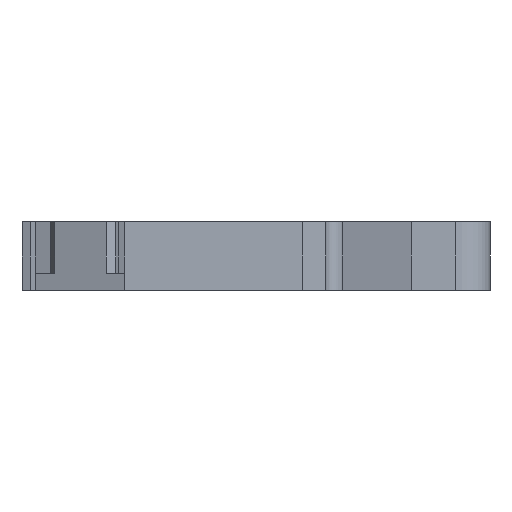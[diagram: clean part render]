
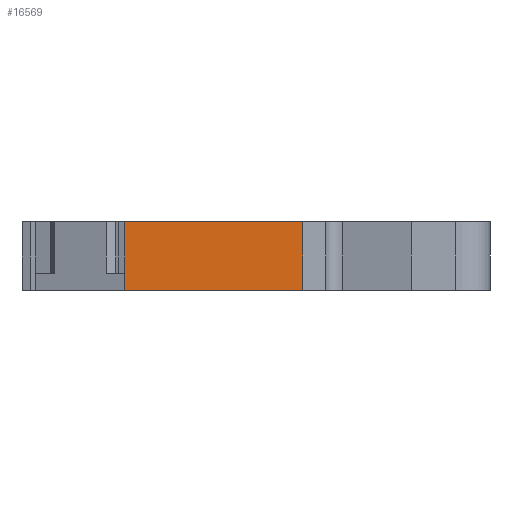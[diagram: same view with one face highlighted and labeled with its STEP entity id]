
A CAD part, left-side view. The second image highlights one B-rep face of the part: STEP entity #16569.
In plain terms, the highlighted planar face has unit normal (-1, 0, 0).
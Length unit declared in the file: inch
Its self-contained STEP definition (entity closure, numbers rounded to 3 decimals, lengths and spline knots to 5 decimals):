
#87 = EDGE_CURVE ( 'NONE', #12485, #4152, #16458, .T. ) ;
#433 = CARTESIAN_POINT ( 'NONE',  ( -1.12992, 0.37402, 0. ) ) ;
#499 = CARTESIAN_POINT ( 'NONE',  ( -1.12992, 0.98819, 0. ) ) ;
#1706 = EDGE_LOOP ( 'NONE', ( #6588, #19522, #9490, #14033 ) ) ;
#3353 = LINE ( 'NONE', #27994, #11158 ) ;
#3887 = CARTESIAN_POINT ( 'NONE',  ( -1.12992, 0.37402, 0.23622 ) ) ;
#4152 = VERTEX_POINT ( 'NONE', #3887 ) ;
#5522 = DIRECTION ( 'NONE',  ( 0., 1., 0. ) ) ;
#6588 = ORIENTED_EDGE ( 'NONE', *, *, #23592, .F. ) ;
#6887 = FACE_OUTER_BOUND ( 'NONE', #1706, .T. ) ;
#7643 = VERTEX_POINT ( 'NONE', #499 ) ;
#9490 = ORIENTED_EDGE ( 'NONE', *, *, #11014, .T. ) ;
#10856 = PLANE ( 'NONE',  #13884 ) ;
#11014 = EDGE_CURVE ( 'NONE', #4152, #27127, #21555, .T. ) ;
#11158 = VECTOR ( 'NONE', #21330, 39.37008 ) ;
#11431 = DIRECTION ( 'NONE',  ( 0., 1., 0. ) ) ;
#11668 = VECTOR ( 'NONE', #18628, 39.37008 ) ;
#12485 = VERTEX_POINT ( 'NONE', #19725 ) ;
#13884 = AXIS2_PLACEMENT_3D ( 'NONE', #433, #25071, #11431 ) ;
#14033 = ORIENTED_EDGE ( 'NONE', *, *, #18230, .T. ) ;
#16458 = LINE ( 'NONE', #20957, #11668 ) ;
#16569 = ADVANCED_FACE ( 'NONE', ( #6887 ), #10856, .T. ) ;
#17802 = CARTESIAN_POINT ( 'NONE',  ( -1.12992, 0.98819, 0.23622 ) ) ;
#18230 = EDGE_CURVE ( 'NONE', #27127, #7643, #3353, .T. ) ;
#18385 = LINE ( 'NONE', #20413, #28487 ) ;
#18628 = DIRECTION ( 'NONE',  ( 0., 0., 1. ) ) ;
#19522 = ORIENTED_EDGE ( 'NONE', *, *, #87, .T. ) ;
#19714 = VECTOR ( 'NONE', #5522, 39.37008 ) ;
#19725 = CARTESIAN_POINT ( 'NONE',  ( -1.12992, 0.37402, 0. ) ) ;
#20269 = DIRECTION ( 'NONE',  ( 0., 1., 0. ) ) ;
#20413 = CARTESIAN_POINT ( 'NONE',  ( -1.12992, 1.34252, 0. ) ) ;
#20957 = CARTESIAN_POINT ( 'NONE',  ( -1.12992, 0.37402, 0. ) ) ;
#20980 = CARTESIAN_POINT ( 'NONE',  ( -1.12992, 0.37402, 0.23622 ) ) ;
#21330 = DIRECTION ( 'NONE',  ( 0., 0., -1. ) ) ;
#21555 = LINE ( 'NONE', #20980, #19714 ) ;
#23592 = EDGE_CURVE ( 'NONE', #12485, #7643, #18385, .T. ) ;
#25071 = DIRECTION ( 'NONE',  ( -1., 0., 0. ) ) ;
#27127 = VERTEX_POINT ( 'NONE', #17802 ) ;
#27994 = CARTESIAN_POINT ( 'NONE',  ( -1.12992, 0.98819, 0. ) ) ;
#28487 = VECTOR ( 'NONE', #20269, 39.37008 ) ;
